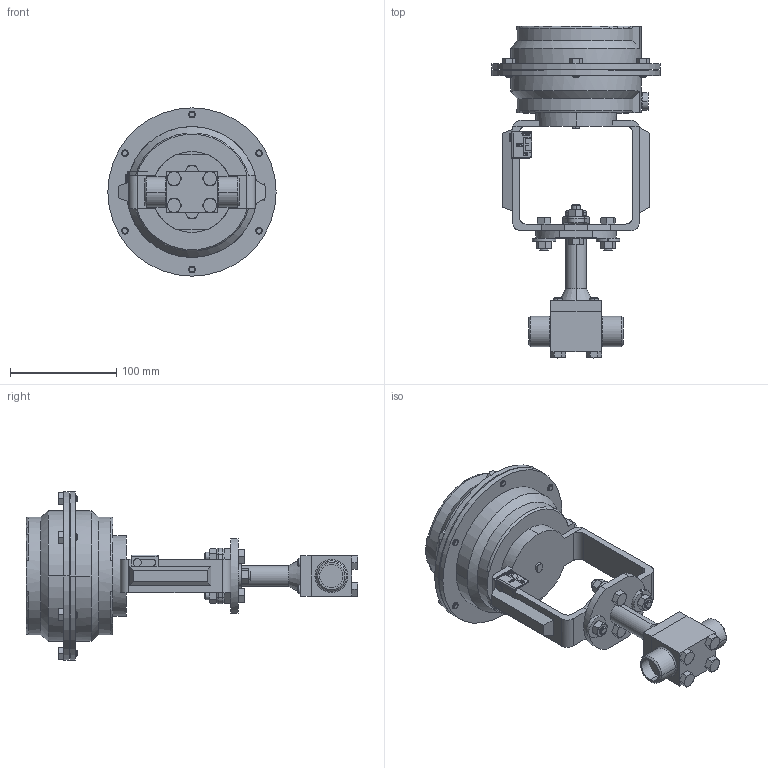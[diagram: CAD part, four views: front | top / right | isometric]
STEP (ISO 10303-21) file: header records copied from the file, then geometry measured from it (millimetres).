
FILE_DESCRIPTION (( 'STEP AP203' ), '1' );
FILE_NAME ('708-050-CB+HC+SB+A2-SW-14M.STEP', '2017-09-13T15:07:30', ( '' ), ( '' ), 'SwSTEP 2.0', 'SolidWorks 2014', '' );
FILE_SCHEMA (( 'CONFIG_CONTROL_DESIGN' ));
Length unit declared in the file: inch
Products named in the file (1): 708-050-CB+HC+SB+A2-SW-14M
Bounding box: 158.75 x 312.98 x 158.75 mm (x, y, z)
Volume: 1327363.6 mm3; surface area: 143344.5 mm2
Topology: 1 solids, 1 shells, 682 faces, 1634 edges, 1012 vertices
Faces by surface type: plane 310, cone 173, cylinder 117, bspline 60, torus 22
Entity records: 27140 total; most frequent: CARTESIAN_POINT 11914, ORIENTED_EDGE 3268, DIRECTION 2906, EDGE_CURVE 1634, AXIS2_PLACEMENT_3D 1071, VERTEX_POINT 1012, VECTOR 764, LINE 764
